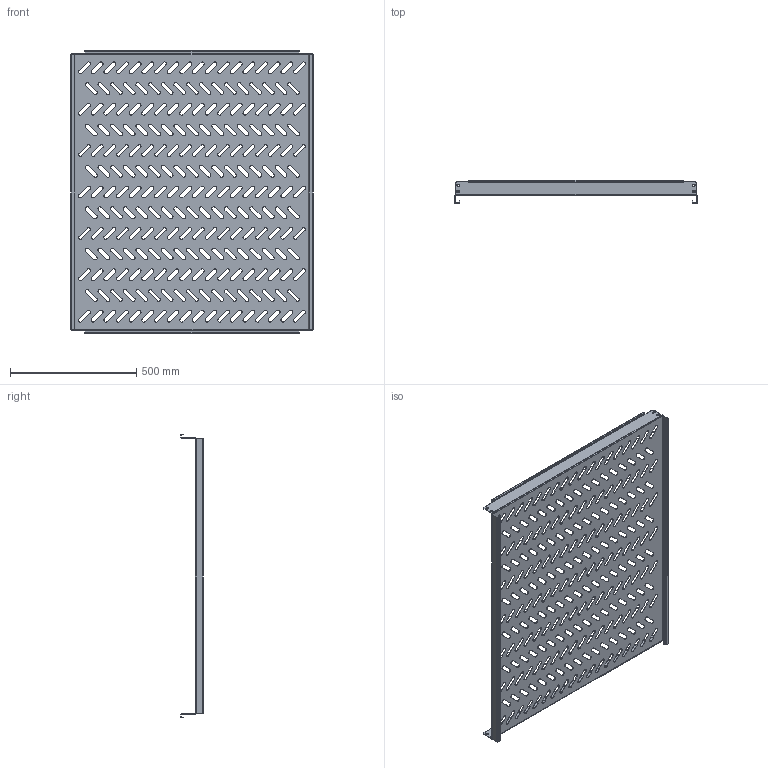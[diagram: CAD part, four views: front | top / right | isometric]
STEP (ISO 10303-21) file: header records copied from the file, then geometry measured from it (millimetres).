
FILE_DESCRIPTION (( 'STEP AP214' ), '1' );
FILE_NAME ('945.320.STEP', '2024-09-25T10:24:31', ( '' ), ( '' ), 'SwSTEP 2.0', 'SolidWorks 2021', '' );
FILE_SCHEMA (( 'AUTOMOTIVE_DESIGN' ));
Length unit declared in the file: millimetre
Products named in the file (1): 945.320
Bounding box: 960 x 90 x 1120 mm (x, y, z)
Volume: 2214579.9 mm3; surface area: 2286808 mm2
Topology: 1 solids, 1 shells, 1302 faces, 3812 edges, 2512 vertices
Faces by surface type: cylinder 744, plane 550, bspline 8
Entity records: 44994 total; most frequent: CARTESIAN_POINT 8127, DIRECTION 7850, ORIENTED_EDGE 7624, EDGE_CURVE 3812, AXIS2_PLACEMENT_3D 2783, VERTEX_POINT 2512, VECTOR 2284, LINE 2284
